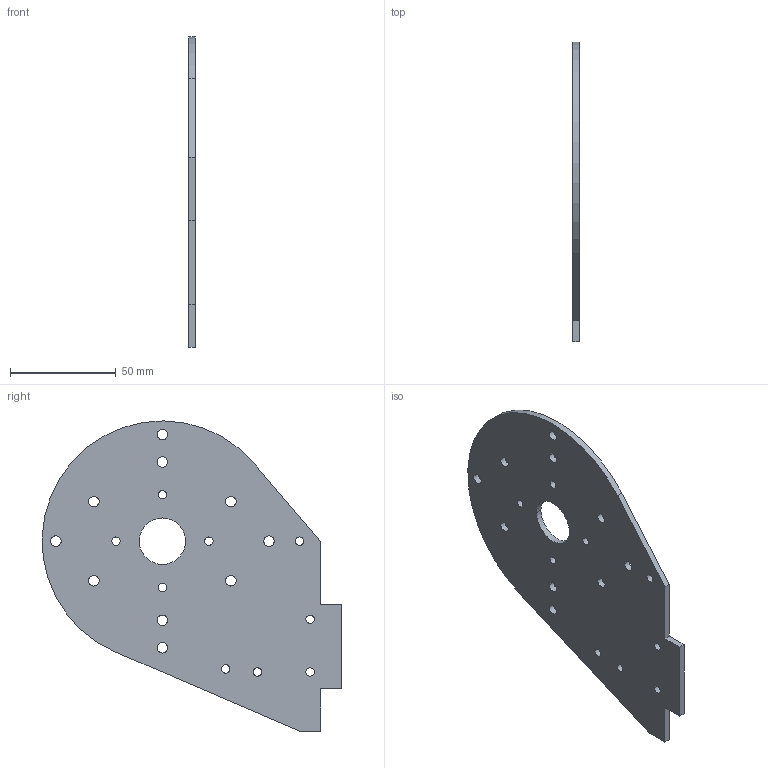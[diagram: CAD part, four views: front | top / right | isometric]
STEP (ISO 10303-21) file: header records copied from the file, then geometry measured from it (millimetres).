
FILE_DESCRIPTION((''),'2;1');
FILE_NAME('OBMP-SAR-P3-1211','2023-10-10T19:22:36',('ccha425'),('Department of Mechanical Engineering, The University of Auckland'),'CREO PARAMETRIC BY PTC INC, 2017260','CREO PARAMETRIC BY PTC INC, 2017260','');
FILE_SCHEMA(('CONFIG_CONTROL_DESIGN'));
Length unit declared in the file: millimetre
Products named in the file (1): OBMP-SAR-P3-1211
Bounding box: 3 x 141.97 x 147 mm (x, y, z)
Volume: 40457.9 mm3; surface area: 29397.3 mm2
Topology: 1 solids, 1 shells, 51 faces, 147 edges, 98 vertices
Faces by surface type: cylinder 41, plane 10
Entity records: 1841 total; most frequent: DIRECTION 331, CARTESIAN_POINT 296, ORIENTED_EDGE 294, EDGE_CURVE 147, AXIS2_PLACEMENT_3D 133, VERTEX_POINT 98, EDGE_LOOP 91, CIRCLE 82
